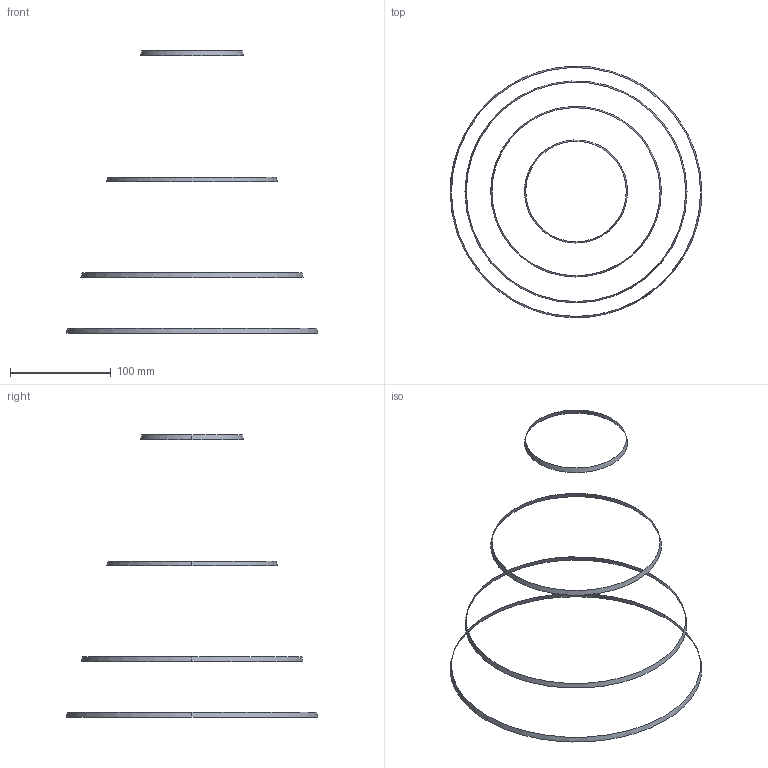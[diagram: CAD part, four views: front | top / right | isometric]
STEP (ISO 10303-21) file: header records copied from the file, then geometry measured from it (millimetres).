
FILE_DESCRIPTION(('CATIA V5 STEP Exchange'),'2;1');
FILE_NAME('anillos.stp','2021-11-27T18:35:22+00:00',('none'),('none'),'CATIA Version 5 Release 21 GA (IN-10)','CATIA V5 STEP AP203','none');
FILE_SCHEMA(('CONFIG_CONTROL_DESIGN'));
Length unit declared in the file: millimetre
Products named in the file (1): Cono
Bounding box: 249.8 x 249.7 x 280 mm (x, y, z)
Surface area: 11573.2 mm2 (no closed solid volume)
Topology: 0 solids, 4 shells, 12 faces, 36 edges, 24 vertices
Faces by surface type: cone 8, bspline 4
Entity records: 598 total; most frequent: CARTESIAN_POINT 323, ORIENTED_EDGE 48, EDGE_CURVE 36, VERTEX_POINT 24, B_SPLINE_CURVE_WITH_KNOTS 22, DIRECTION 18, AXIS2_PLACEMENT_3D 17, CIRCLE 14
